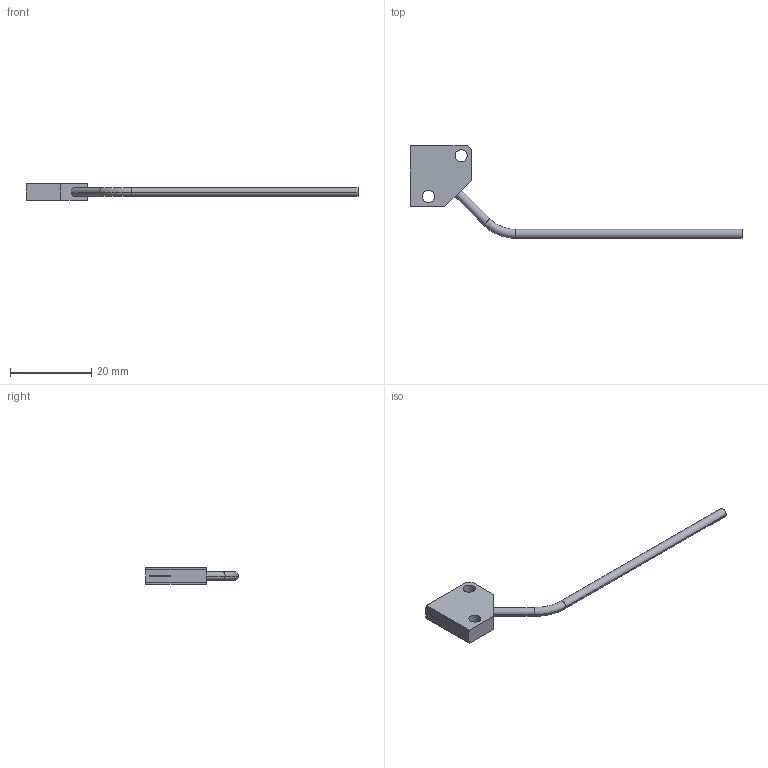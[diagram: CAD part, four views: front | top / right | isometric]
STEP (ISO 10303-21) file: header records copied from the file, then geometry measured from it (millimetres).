
FILE_DESCRIPTION (( 'STEP AP214' ), '1' );
FILE_NAME ('GPF-T021.STEP', '2017-11-17T15:10:37', ( '' ), ( '' ), 'SwSTEP 2.0', 'SolidWorks 2018', '' );
FILE_SCHEMA (( 'AUTOMOTIVE_DESIGN' ));
Length unit declared in the file: millimetre
Products named in the file (4): GPF-T021_HEAD; GPF-T021; GPF-T021_FIBER; GPF-T021_LENS
Assembly tree (18 placements, depth 2):
  GPF-T021
    GPF-T021_HEAD
    GPF-T021_FIBER
    GPF-T021_LENS  x16
Bounding box: 81.85 x 22.85 x 4 mm (x, y, z)
Volume: 1041.7 mm3; surface area: 1200.1 mm2
Topology: 18 solids, 18 shells, 136 faces, 248 edges, 164 vertices
Faces by surface type: cylinder 72, plane 62, torus 2
Entity records: 2338 total; most frequent: DIRECTION 438, CARTESIAN_POINT 359, ORIENTED_EDGE 316, AXIS2_PLACEMENT_3D 183, EDGE_CURVE 158, VERTEX_POINT 104, EDGE_LOOP 96, CIRCLE 86
